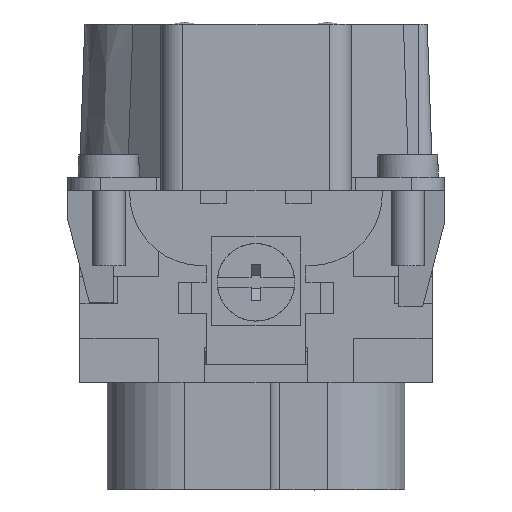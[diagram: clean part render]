
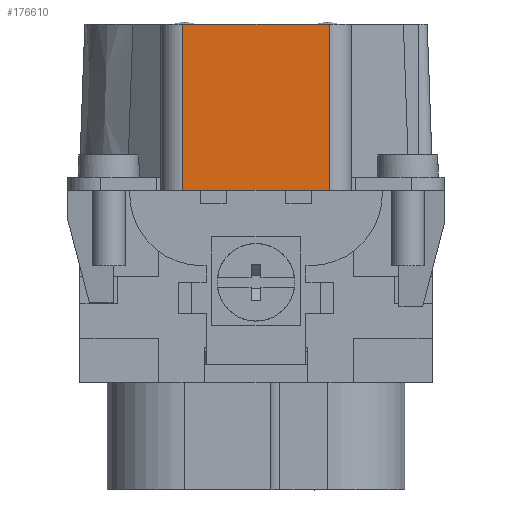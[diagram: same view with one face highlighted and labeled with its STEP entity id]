
A CAD part, front view. The second image highlights one B-rep face of the part: STEP entity #176610.
In plain terms, the highlighted face is planar.
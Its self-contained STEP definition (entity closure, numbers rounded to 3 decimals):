
#136570=CARTESIAN_POINT('',(40.9,-6.6,-2.3));
#136580=VERTEX_POINT('',#136570);
#136610=CARTESIAN_POINT('',(40.9,0.,-2.3));
#136620=DIRECTION('',(0.,1.,0.));
#136630=VECTOR('',#136620,1.);
#136640=LINE('',#136610,#136630);
#136650=CARTESIAN_POINT('',(40.9,6.6,-2.3));
#136660=VERTEX_POINT('',#136650);
#136670=EDGE_CURVE('',#136580,#136660,#136640,.T.);
#166010=CARTESIAN_POINT('',(40.9,6.6,12.7));
#166020=VERTEX_POINT('',#166010);
#166050=CARTESIAN_POINT('',(40.9,6.6,12.7));
#166060=DIRECTION('',(0.,-1.,0.));
#166070=VECTOR('',#166060,1.);
#166080=LINE('',#166050,#166070);
#166090=CARTESIAN_POINT('',(40.9,-6.6,12.7));
#166100=VERTEX_POINT('',#166090);
#166110=EDGE_CURVE('',#166020,#166100,#166080,.T.);
#176260=CARTESIAN_POINT('',(40.9,6.6,-2.));
#176270=DIRECTION('',(0.,0.,1.));
#176280=VECTOR('',#176270,1.);
#176290=LINE('',#176260,#176280);
#176300=EDGE_CURVE('',#136660,#166020,#176290,.T.);
#176450=CARTESIAN_POINT('',(40.9,-6.6,0.));
#176460=DIRECTION('',(1.,0.,0.));
#176470=DIRECTION('',(0.,1.,0.));
#176480=AXIS2_PLACEMENT_3D('',#176450,#176460,#176470);
#176490=PLANE('',#176480);
#176500=CARTESIAN_POINT('',(40.9,-6.6,12.7));
#176510=DIRECTION('',(0.,0.,-1.));
#176520=VECTOR('',#176510,1.);
#176530=LINE('',#176500,#176520);
#176540=EDGE_CURVE('',#166100,#136580,#176530,.T.);
#176550=ORIENTED_EDGE('',*,*,#176540,.T.);
#176560=ORIENTED_EDGE('',*,*,#166110,.T.);
#176570=ORIENTED_EDGE('',*,*,#176300,.T.);
#176580=ORIENTED_EDGE('',*,*,#136670,.T.);
#176590=EDGE_LOOP('',(#176580,#176570,#176560,#176550));
#176600=FACE_OUTER_BOUND('',#176590,.T.);
#176610=ADVANCED_FACE('',(#176600),#176490,.T.);
